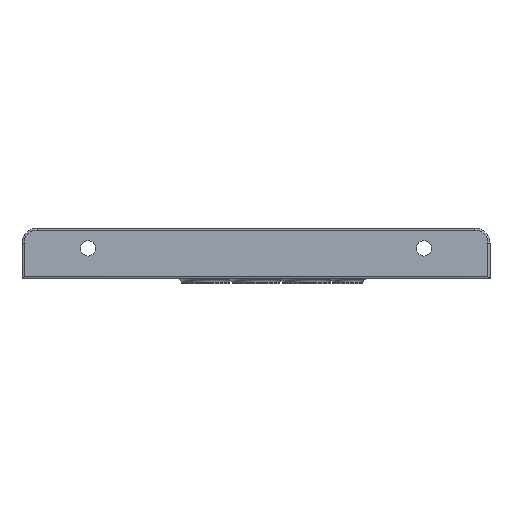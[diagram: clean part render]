
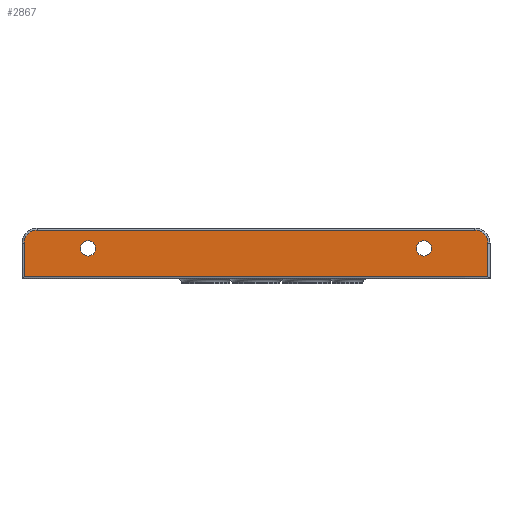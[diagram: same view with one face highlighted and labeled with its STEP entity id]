
A CAD part, front view. The second image highlights one B-rep face of the part: STEP entity #2867.
In plain terms, the highlighted planar face has unit normal (0, -1, 0).
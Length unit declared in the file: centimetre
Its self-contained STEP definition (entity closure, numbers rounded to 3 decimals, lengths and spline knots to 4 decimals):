
#159=FACE_BOUND('',#582,.T.);
#160=FACE_BOUND('',#583,.T.);
#200=PLANE('',#3196);
#392=FACE_OUTER_BOUND('',#581,.T.);
#581=EDGE_LOOP('',(#2351,#2352,#2353,#2354,#2355,#2356));
#582=EDGE_LOOP('',(#2357));
#583=EDGE_LOOP('',(#2358));
#771=LINE('',#5462,#927);
#774=LINE('',#5473,#930);
#775=LINE('',#5482,#931);
#776=LINE('',#5490,#932);
#927=VECTOR('',#3883,1.);
#930=VECTOR('',#3894,1.);
#931=VECTOR('',#3907,1.);
#932=VECTOR('',#3918,1.);
#1107=CIRCLE('',#3184,1.3);
#1111=CIRCLE('',#3190,1.3);
#1114=CIRCLE('',#3197,0.75);
#1115=CIRCLE('',#3198,0.75);
#1372=VERTEX_POINT('',#5460);
#1373=VERTEX_POINT('',#5461);
#1377=VERTEX_POINT('',#5471);
#1378=VERTEX_POINT('',#5475);
#1379=VERTEX_POINT('',#5480);
#1381=VERTEX_POINT('',#5485);
#1384=VERTEX_POINT('',#5502);
#1385=VERTEX_POINT('',#5504);
#1717=EDGE_CURVE('',#1372,#1373,#771,.T.);
#1723=EDGE_CURVE('',#1377,#1372,#774,.T.);
#1725=EDGE_CURVE('',#1378,#1377,#1107,.T.);
#1728=EDGE_CURVE('',#1379,#1378,#775,.T.);
#1730=EDGE_CURVE('',#1381,#1379,#1111,.T.);
#1732=EDGE_CURVE('',#1373,#1381,#776,.T.);
#1739=EDGE_CURVE('',#1384,#1384,#1114,.T.);
#1740=EDGE_CURVE('',#1385,#1385,#1115,.T.);
#2351=ORIENTED_EDGE('',*,*,#1717,.F.);
#2352=ORIENTED_EDGE('',*,*,#1723,.F.);
#2353=ORIENTED_EDGE('',*,*,#1725,.F.);
#2354=ORIENTED_EDGE('',*,*,#1728,.F.);
#2355=ORIENTED_EDGE('',*,*,#1730,.F.);
#2356=ORIENTED_EDGE('',*,*,#1732,.F.);
#2357=ORIENTED_EDGE('',*,*,#1739,.T.);
#2358=ORIENTED_EDGE('',*,*,#1740,.T.);
#2867=ADVANCED_FACE('',(#392,#159,#160),#200,.T.);
#3184=AXIS2_PLACEMENT_3D('',#5477,#3899,#3900);
#3190=AXIS2_PLACEMENT_3D('',#5487,#3912,#3913);
#3196=AXIS2_PLACEMENT_3D('',#5501,#3930,#3931);
#3197=AXIS2_PLACEMENT_3D('',#5503,#3932,#3933);
#3198=AXIS2_PLACEMENT_3D('',#5505,#3934,#3935);
#3883=DIRECTION('',(-1.,0.,0.));
#3894=DIRECTION('',(0.,0.,-1.));
#3899=DIRECTION('center_axis',(0.,1.,0.));
#3900=DIRECTION('ref_axis',(0.707,0.,0.707));
#3907=DIRECTION('',(1.,0.,0.));
#3912=DIRECTION('center_axis',(0.,1.,0.));
#3913=DIRECTION('ref_axis',(-0.707,0.,0.707));
#3918=DIRECTION('',(0.,0.,1.));
#3930=DIRECTION('center_axis',(0.,-1.,0.));
#3931=DIRECTION('ref_axis',(1.,0.,0.));
#3932=DIRECTION('center_axis',(0.,1.,0.));
#3933=DIRECTION('ref_axis',(1.,0.,0.));
#3934=DIRECTION('center_axis',(0.,1.,0.));
#3935=DIRECTION('ref_axis',(1.,0.,0.));
#5460=CARTESIAN_POINT('',(5.5306,-22.0479,0.2));
#5461=CARTESIAN_POINT('',(-40.0694,-22.0479,0.2));
#5462=CARTESIAN_POINT('',(-28.7694,-22.0479,0.2));
#5471=CARTESIAN_POINT('',(5.5306,-22.0479,3.5));
#5473=CARTESIAN_POINT('',(5.5306,-22.0479,0.));
#5475=CARTESIAN_POINT('',(4.2306,-22.0479,4.8));
#5477=CARTESIAN_POINT('Origin',(4.2306,-22.0479,3.5));
#5480=CARTESIAN_POINT('',(-38.7694,-22.0479,4.8));
#5482=CARTESIAN_POINT('',(-28.7694,-22.0479,4.8));
#5485=CARTESIAN_POINT('',(-40.0694,-22.0479,3.5));
#5487=CARTESIAN_POINT('Origin',(-38.7694,-22.0479,3.5));
#5490=CARTESIAN_POINT('',(-40.0694,-22.0479,0.));
#5501=CARTESIAN_POINT('Origin',(-40.2694,-22.0479,0.));
#5502=CARTESIAN_POINT('',(-1.5194,-22.0479,3.));
#5503=CARTESIAN_POINT('Origin',(-0.7694,-22.0479,3.));
#5504=CARTESIAN_POINT('',(-34.5194,-22.0479,3.));
#5505=CARTESIAN_POINT('Origin',(-33.7694,-22.0479,3.));
